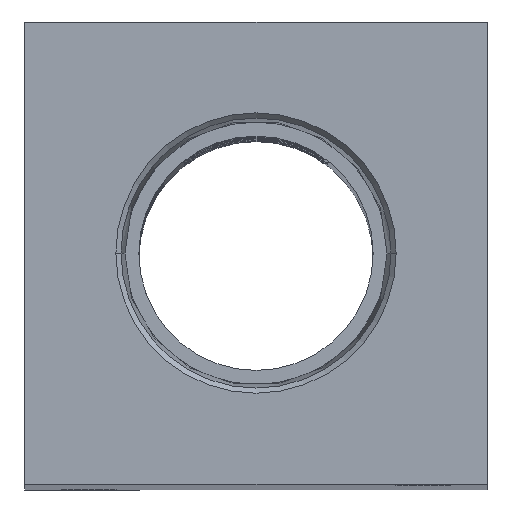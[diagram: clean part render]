
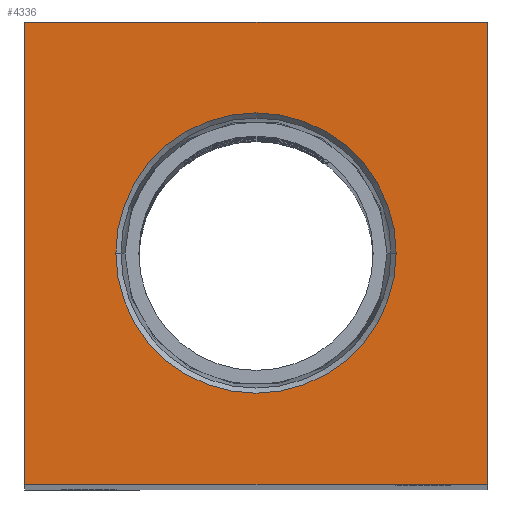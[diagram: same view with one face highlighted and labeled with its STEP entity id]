
A CAD part, top view. The second image highlights one B-rep face of the part: STEP entity #4336.
In plain terms, the highlighted planar face has unit normal (0, 0, 1).
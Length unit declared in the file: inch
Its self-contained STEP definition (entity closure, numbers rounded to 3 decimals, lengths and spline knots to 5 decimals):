
#91 = FACE_BOUND ( 'NONE', #4135, .T. ) ;
#141 = CARTESIAN_POINT ( 'NONE',  ( 1.125, 1.125, 8.25 ) ) ;
#401 = VERTEX_POINT ( 'NONE', #5028 ) ;
#402 = LINE ( 'NONE', #3093, #2370 ) ;
#526 = EDGE_CURVE ( 'NONE', #4711, #2683, #1210, .T. ) ;
#629 = EDGE_CURVE ( 'NONE', #3756, #401, #4748, .T. ) ;
#668 = VERTEX_POINT ( 'NONE', #4215 ) ;
#673 = AXIS2_PLACEMENT_3D ( 'NONE', #3162, #3384, #3379 ) ;
#744 = CIRCLE ( 'NONE', #673, 0.68247 ) ;
#790 = FACE_OUTER_BOUND ( 'NONE', #1555, .T. ) ;
#813 = CARTESIAN_POINT ( 'NONE',  ( 0.68247, 0., 8.25 ) ) ;
#996 = AXIS2_PLACEMENT_3D ( 'NONE', #3231, #5201, #2842 ) ;
#1185 = EDGE_CURVE ( 'NONE', #668, #3974, #744, .T. ) ;
#1191 = CARTESIAN_POINT ( 'NONE',  ( -1.125, -1.125, 8.25 ) ) ;
#1194 = PLANE ( 'NONE',  #996 ) ;
#1210 = LINE ( 'NONE', #141, #3951 ) ;
#1252 = ORIENTED_EDGE ( 'NONE', *, *, #629, .T. ) ;
#1400 = CARTESIAN_POINT ( 'NONE',  ( -1.125, 1.125, 8.25 ) ) ;
#1451 = DIRECTION ( 'NONE',  ( 0., -1., 0. ) ) ;
#1546 = VECTOR ( 'NONE', #5010, 39.37008 ) ;
#1555 = EDGE_LOOP ( 'NONE', ( #2283, #1252, #3648, #2402 ) ) ;
#1679 = CARTESIAN_POINT ( 'NONE',  ( 0., 0., 8.25 ) ) ;
#2051 = VECTOR ( 'NONE', #5194, 39.37008 ) ;
#2116 = DIRECTION ( 'NONE',  ( 1., 0., 0. ) ) ;
#2283 = ORIENTED_EDGE ( 'NONE', *, *, #3570, .T. ) ;
#2370 = VECTOR ( 'NONE', #1451, 39.37008 ) ;
#2402 = ORIENTED_EDGE ( 'NONE', *, *, #526, .T. ) ;
#2610 = CIRCLE ( 'NONE', #2662, 0.68247 ) ;
#2662 = AXIS2_PLACEMENT_3D ( 'NONE', #1679, #4495, #2116 ) ;
#2683 = VERTEX_POINT ( 'NONE', #1400 ) ;
#2839 = CARTESIAN_POINT ( 'NONE',  ( 1.125, -1.125, 8.25 ) ) ;
#2842 = DIRECTION ( 'NONE',  ( 1., 0., 0. ) ) ;
#2859 = LINE ( 'NONE', #2839, #2051 ) ;
#3093 = CARTESIAN_POINT ( 'NONE',  ( -1.125, -1.125, 8.25 ) ) ;
#3162 = CARTESIAN_POINT ( 'NONE',  ( 0., 0., 8.25 ) ) ;
#3231 = CARTESIAN_POINT ( 'NONE',  ( 0., 0., 8.25 ) ) ;
#3379 = DIRECTION ( 'NONE',  ( 1., 0., 0. ) ) ;
#3384 = DIRECTION ( 'NONE',  ( 0., 0., 1. ) ) ;
#3520 = ORIENTED_EDGE ( 'NONE', *, *, #1185, .F. ) ;
#3570 = EDGE_CURVE ( 'NONE', #2683, #3756, #402, .T. ) ;
#3648 = ORIENTED_EDGE ( 'NONE', *, *, #3798, .T. ) ;
#3756 = VERTEX_POINT ( 'NONE', #1191 ) ;
#3798 = EDGE_CURVE ( 'NONE', #401, #4711, #2859, .T. ) ;
#3951 = VECTOR ( 'NONE', #4939, 39.37008 ) ;
#3974 = VERTEX_POINT ( 'NONE', #813 ) ;
#4135 = EDGE_LOOP ( 'NONE', ( #4726, #3520 ) ) ;
#4215 = CARTESIAN_POINT ( 'NONE',  ( -0.68247, 0., 8.25 ) ) ;
#4336 = ADVANCED_FACE ( 'NONE', ( #91, #790 ), #1194, .T. ) ;
#4397 = EDGE_CURVE ( 'NONE', #3974, #668, #2610, .T. ) ;
#4422 = CARTESIAN_POINT ( 'NONE',  ( 1.125, 1.125, 8.25 ) ) ;
#4495 = DIRECTION ( 'NONE',  ( 0., 0., 1. ) ) ;
#4711 = VERTEX_POINT ( 'NONE', #4422 ) ;
#4726 = ORIENTED_EDGE ( 'NONE', *, *, #4397, .F. ) ;
#4748 = LINE ( 'NONE', #4947, #1546 ) ;
#4939 = DIRECTION ( 'NONE',  ( -1., 0., 0. ) ) ;
#4947 = CARTESIAN_POINT ( 'NONE',  ( 1.125, -1.125, 8.25 ) ) ;
#5010 = DIRECTION ( 'NONE',  ( 1., 0., 0. ) ) ;
#5028 = CARTESIAN_POINT ( 'NONE',  ( 1.125, -1.125, 8.25 ) ) ;
#5194 = DIRECTION ( 'NONE',  ( 0., 1., 0. ) ) ;
#5201 = DIRECTION ( 'NONE',  ( 0., 0., 1. ) ) ;
